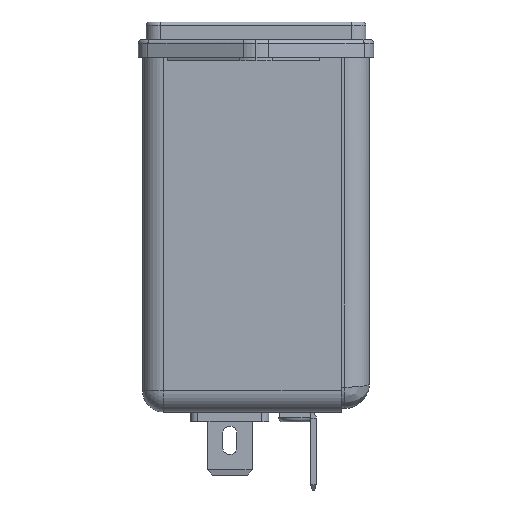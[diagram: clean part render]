
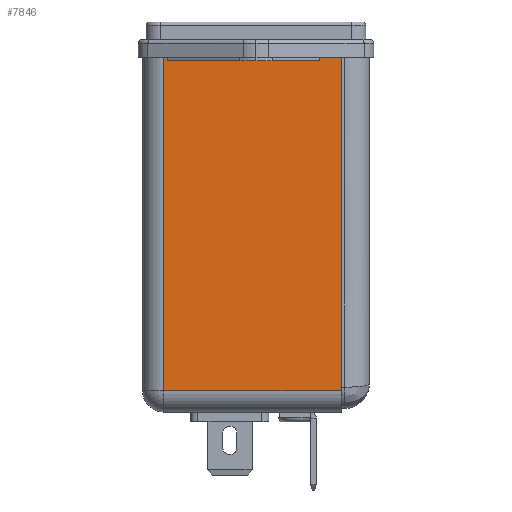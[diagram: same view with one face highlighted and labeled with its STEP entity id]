
A CAD part, left-side view. The second image highlights one B-rep face of the part: STEP entity #7846.
In plain terms, the highlighted face is planar.
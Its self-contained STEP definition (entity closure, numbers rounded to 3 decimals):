
#2557 = EDGE_LOOP ( 'NONE', ( #7536, #7538, #7537, #7539, #7540, #7541, #7542, #7543 ) ) ;
#4986 = VERTEX_POINT ( 'NONE', #19149 ) ;
#4987 = VERTEX_POINT ( 'NONE', #19150 ) ;
#4988 = VERTEX_POINT ( 'NONE', #19151 ) ;
#4989 = VERTEX_POINT ( 'NONE', #19152 ) ;
#4990 = VERTEX_POINT ( 'NONE', #19153 ) ;
#4991 = VERTEX_POINT ( 'NONE', #19154 ) ;
#4992 = VERTEX_POINT ( 'NONE', #19155 ) ;
#4993 = VERTEX_POINT ( 'NONE', #19156 ) ;
#7536 = ORIENTED_EDGE ( 'NONE', *, *, #7951, .T. ) ;
#7537 = ORIENTED_EDGE ( 'NONE', *, *, #7952, .F. ) ;
#7538 = ORIENTED_EDGE ( 'NONE', *, *, #7950, .T. ) ;
#7539 = ORIENTED_EDGE ( 'NONE', *, *, #7953, .T. ) ;
#7540 = ORIENTED_EDGE ( 'NONE', *, *, #7954, .T. ) ;
#7541 = ORIENTED_EDGE ( 'NONE', *, *, #7955, .T. ) ;
#7542 = ORIENTED_EDGE ( 'NONE', *, *, #7956, .T. ) ;
#7543 = ORIENTED_EDGE ( 'NONE', *, *, #7946, .T. ) ;
#7846 = ADVANCED_FACE ( 'NONE', ( #20358 ), #26112, .F. ) ;
#7946 = EDGE_CURVE ( 'NONE', #4987, #4986, #20506, .T. ) ;
#7950 = EDGE_CURVE ( 'NONE', #4988, #4989, #20508, .T. ) ;
#7951 = EDGE_CURVE ( 'NONE', #4986, #4988, #20509, .T. ) ;
#7952 = EDGE_CURVE ( 'NONE', #4990, #4989, #20510, .T. ) ;
#7953 = EDGE_CURVE ( 'NONE', #4990, #4991, #20511, .T. ) ;
#7954 = EDGE_CURVE ( 'NONE', #4991, #4992, #20512, .T. ) ;
#7955 = EDGE_CURVE ( 'NONE', #4992, #4993, #20513, .T. ) ;
#7956 = EDGE_CURVE ( 'NONE', #4993, #4987, #20514, .T. ) ;
#19149 = CARTESIAN_POINT ( 'NONE',  ( 0., 14., 14.1 ) ) ;
#19150 = CARTESIAN_POINT ( 'NONE',  ( 47., 14., 14.1 ) ) ;
#19151 = CARTESIAN_POINT ( 'NONE',  ( 0., 11., 14.1 ) ) ;
#19152 = CARTESIAN_POINT ( 'NONE',  ( 0.5, 11., 14.1 ) ) ;
#19153 = CARTESIAN_POINT ( 'NONE',  ( 0.5, -10.5, 14.1 ) ) ;
#19154 = CARTESIAN_POINT ( 'NONE',  ( 0., -10.5, 14.1 ) ) ;
#19155 = CARTESIAN_POINT ( 'NONE',  ( 0., -11., 14.1 ) ) ;
#19156 = CARTESIAN_POINT ( 'NONE',  ( 47., -11., 14.1 ) ) ;
#20358 = FACE_OUTER_BOUND ( 'NONE', #2557, .T. ) ;
#20506 = LINE ( 'NONE', #26475, #23033 ) ;
#20508 = LINE ( 'NONE', #26485, #23037 ) ;
#20509 = LINE ( 'NONE', #26487, #23038 ) ;
#20510 = LINE ( 'NONE', #26489, #23039 ) ;
#20511 = LINE ( 'NONE', #26491, #23040 ) ;
#20512 = LINE ( 'NONE', #26493, #23041 ) ;
#20513 = LINE ( 'NONE', #26495, #23042 ) ;
#20514 = LINE ( 'NONE', #26497, #23043 ) ;
#22933 = AXIS2_PLACEMENT_3D ( 'NONE', #26113, #26114, #26115 ) ;
#23033 = VECTOR ( 'NONE', #26476, 1000. ) ;
#23037 = VECTOR ( 'NONE', #26486, 1000. ) ;
#23038 = VECTOR ( 'NONE', #26488, 1000. ) ;
#23039 = VECTOR ( 'NONE', #26490, 1000. ) ;
#23040 = VECTOR ( 'NONE', #26492, 1000. ) ;
#23041 = VECTOR ( 'NONE', #26494, 1000. ) ;
#23042 = VECTOR ( 'NONE', #26496, 1000. ) ;
#23043 = VECTOR ( 'NONE', #26498, 1000. ) ;
#26112 = PLANE ( 'NONE',  #22933 ) ;
#26113 = CARTESIAN_POINT ( 'NONE',  ( 50., 14., 14.1 ) ) ;
#26114 = DIRECTION ( 'NONE',  ( 0., 0., -1. ) ) ;
#26115 = DIRECTION ( 'NONE',  ( -1., 0., 0. ) ) ;
#26475 = CARTESIAN_POINT ( 'NONE',  ( 50., 14., 14.1 ) ) ;
#26476 = DIRECTION ( 'NONE',  ( -1., 0., 0. ) ) ;
#26485 = CARTESIAN_POINT ( 'NONE',  ( 50., 11., 14.1 ) ) ;
#26486 = DIRECTION ( 'NONE',  ( 1., 0., 0. ) ) ;
#26487 = CARTESIAN_POINT ( 'NONE',  ( 0., 14., 14.1 ) ) ;
#26488 = DIRECTION ( 'NONE',  ( 0., -1., 0. ) ) ;
#26489 = CARTESIAN_POINT ( 'NONE',  ( 0.5, 14., 14.1 ) ) ;
#26490 = DIRECTION ( 'NONE',  ( 0., 1., 0. ) ) ;
#26491 = CARTESIAN_POINT ( 'NONE',  ( 0.5, -10.5, 14.1 ) ) ;
#26492 = DIRECTION ( 'NONE',  ( -1., 0., 0. ) ) ;
#26493 = CARTESIAN_POINT ( 'NONE',  ( 0., 14., 14.1 ) ) ;
#26494 = DIRECTION ( 'NONE',  ( 0., -1., 0. ) ) ;
#26495 = CARTESIAN_POINT ( 'NONE',  ( 50., -11., 14.1 ) ) ;
#26496 = DIRECTION ( 'NONE',  ( 1., 0., 0. ) ) ;
#26497 = CARTESIAN_POINT ( 'NONE',  ( 47., 14., 14.1 ) ) ;
#26498 = DIRECTION ( 'NONE',  ( 0., 1., 0. ) ) ;
